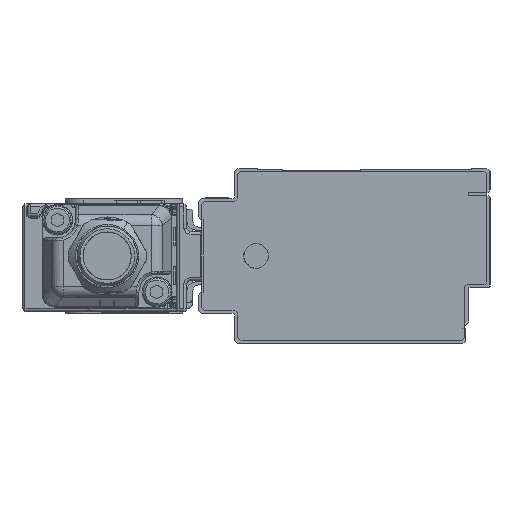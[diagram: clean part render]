
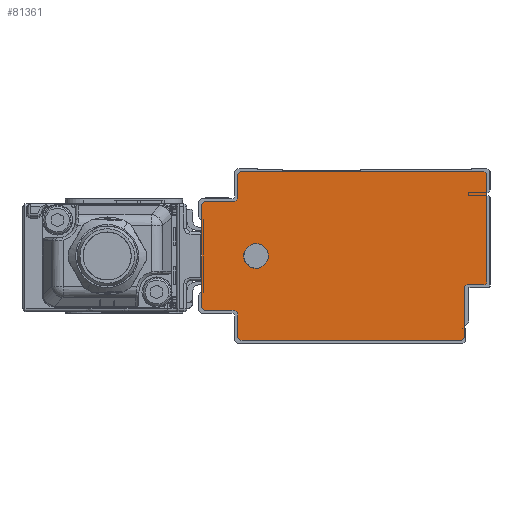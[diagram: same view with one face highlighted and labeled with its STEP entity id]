
A CAD part, left-side view. The second image highlights one B-rep face of the part: STEP entity #81361.
In plain terms, the highlighted planar face has unit normal (-1, 0, 0).
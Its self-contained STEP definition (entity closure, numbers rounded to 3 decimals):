
#80303=AXIS2_PLACEMENT_3D('Circle Axis2P3D',#80301,#80302,$) ;
#80351=AXIS2_PLACEMENT_3D('Circle Axis2P3D',#80349,#80350,$) ;
#80399=AXIS2_PLACEMENT_3D('Circle Axis2P3D',#80397,#80398,$) ;
#80447=AXIS2_PLACEMENT_3D('Circle Axis2P3D',#80445,#80446,$) ;
#81244=AXIS2_PLACEMENT_3D('Plane Axis2P3D',#81241,#81242,#81243) ;
#81248=AXIS2_PLACEMENT_3D('Circle Axis2P3D',#81246,#81247,$) ;
#81262=AXIS2_PLACEMENT_3D('Circle Axis2P3D',#81260,#81261,$) ;
#81276=AXIS2_PLACEMENT_3D('Circle Axis2P3D',#81274,#81275,$) ;
#81290=AXIS2_PLACEMENT_3D('Circle Axis2P3D',#81288,#81289,$) ;
#81304=AXIS2_PLACEMENT_3D('Circle Axis2P3D',#81302,#81303,$) ;
#81318=AXIS2_PLACEMENT_3D('Circle Axis2P3D',#81316,#81317,$) ;
#81345=AXIS2_PLACEMENT_3D('Circle Axis2P3D',#81343,#81344,$) ;
#81354=AXIS2_PLACEMENT_3D('Circle Axis2P3D',#81352,#81353,$) ;
#80254=CARTESIAN_POINT('Line Origine',(-1475.5,44.,14.5)) ;
#80258=CARTESIAN_POINT('Vertex',(-1475.5,44.,6.)) ;
#80260=CARTESIAN_POINT('Vertex',(-1475.5,44.,23.)) ;
#80301=CARTESIAN_POINT('Axis2P3D Location',(-1475.5,43.5,23.)) ;
#80305=CARTESIAN_POINT('Vertex',(-1475.5,43.5,23.5)) ;
#80325=CARTESIAN_POINT('Line Origine',(-1475.5,41.25,23.5)) ;
#80329=CARTESIAN_POINT('Vertex',(-1475.5,39.,23.5)) ;
#80349=CARTESIAN_POINT('Axis2P3D Location',(-1475.5,39.,24.5)) ;
#80353=CARTESIAN_POINT('Vertex',(-1475.5,38.,24.5)) ;
#80373=CARTESIAN_POINT('Line Origine',(-1475.5,38.,26.25)) ;
#80377=CARTESIAN_POINT('Vertex',(-1475.5,38.,28.)) ;
#80397=CARTESIAN_POINT('Axis2P3D Location',(-1475.5,37.5,28.)) ;
#80401=CARTESIAN_POINT('Vertex',(-1475.5,37.5,28.5)) ;
#80421=CARTESIAN_POINT('Line Origine',(-1475.5,17.25,28.5)) ;
#80425=CARTESIAN_POINT('Vertex',(-1475.5,-3.,28.5)) ;
#80445=CARTESIAN_POINT('Axis2P3D Location',(-1475.5,-3.,28.)) ;
#80449=CARTESIAN_POINT('Vertex',(-1475.5,-3.5,28.)) ;
#80469=CARTESIAN_POINT('Line Origine',(-1475.5,-3.5,19.1)) ;
#80473=CARTESIAN_POINT('Vertex',(-1475.5,-3.5,10.2)) ;
#81241=CARTESIAN_POINT('Axis2P3D Location',(-1475.5,0.,0.)) ;
#81246=CARTESIAN_POINT('Axis2P3D Location',(-1475.5,43.5,6.)) ;
#81250=CARTESIAN_POINT('Vertex',(-1475.5,43.5,5.5)) ;
#81253=CARTESIAN_POINT('Line Origine',(-1475.5,41.25,5.5)) ;
#81257=CARTESIAN_POINT('Vertex',(-1475.5,39.,5.5)) ;
#81260=CARTESIAN_POINT('Axis2P3D Location',(-1475.5,39.,4.5)) ;
#81264=CARTESIAN_POINT('Vertex',(-1475.5,38.,4.5)) ;
#81267=CARTESIAN_POINT('Line Origine',(-1475.5,38.,2.75)) ;
#81271=CARTESIAN_POINT('Vertex',(-1475.5,38.,1.)) ;
#81274=CARTESIAN_POINT('Axis2P3D Location',(-1475.5,37.5,1.)) ;
#81278=CARTESIAN_POINT('Vertex',(-1475.5,37.5,0.5)) ;
#81281=CARTESIAN_POINT('Line Origine',(-1475.5,19.15,0.5)) ;
#81285=CARTESIAN_POINT('Vertex',(-1475.5,0.8,0.5)) ;
#81288=CARTESIAN_POINT('Axis2P3D Location',(-1475.5,0.8,1.)) ;
#81292=CARTESIAN_POINT('Vertex',(-1475.5,0.3,1.)) ;
#81295=CARTESIAN_POINT('Line Origine',(-1475.5,0.3,5.1)) ;
#81299=CARTESIAN_POINT('Vertex',(-1475.5,0.3,9.2)) ;
#81302=CARTESIAN_POINT('Axis2P3D Location',(-1475.5,-0.2,9.2)) ;
#81306=CARTESIAN_POINT('Vertex',(-1475.5,-0.2,9.7)) ;
#81309=CARTESIAN_POINT('Line Origine',(-1475.5,-1.6,9.7)) ;
#81313=CARTESIAN_POINT('Vertex',(-1475.5,-3.,9.7)) ;
#81316=CARTESIAN_POINT('Axis2P3D Location',(-1475.5,-3.,10.2)) ;
#81343=CARTESIAN_POINT('Axis2P3D Location',(-1475.5,35.,14.5)) ;
#81347=CARTESIAN_POINT('Vertex',(-1475.5,33.186,13.509)) ;
#81349=CARTESIAN_POINT('Vertex',(-1475.5,36.814,15.491)) ;
#81352=CARTESIAN_POINT('Axis2P3D Location',(-1475.5,35.,14.5)) ;
#80255=DIRECTION('Vector Direction',(0.,0.,1.)) ;
#80302=DIRECTION('Axis2P3D Direction',(1.,0.,0.)) ;
#80326=DIRECTION('Vector Direction',(0.,1.,0.)) ;
#80350=DIRECTION('Axis2P3D Direction',(1.,0.,0.)) ;
#80374=DIRECTION('Vector Direction',(0.,0.,1.)) ;
#80398=DIRECTION('Axis2P3D Direction',(1.,0.,0.)) ;
#80422=DIRECTION('Vector Direction',(0.,1.,0.)) ;
#80446=DIRECTION('Axis2P3D Direction',(1.,0.,-0.)) ;
#80470=DIRECTION('Vector Direction',(0.,0.,-1.)) ;
#81242=DIRECTION('Axis2P3D Direction',(1.,0.,0.)) ;
#81243=DIRECTION('Axis2P3D XDirection',(0.,1.,0.)) ;
#81247=DIRECTION('Axis2P3D Direction',(1.,0.,0.)) ;
#81254=DIRECTION('Vector Direction',(0.,-1.,0.)) ;
#81261=DIRECTION('Axis2P3D Direction',(1.,0.,0.)) ;
#81268=DIRECTION('Vector Direction',(0.,0.,1.)) ;
#81275=DIRECTION('Axis2P3D Direction',(1.,0.,0.)) ;
#81282=DIRECTION('Vector Direction',(0.,-1.,0.)) ;
#81289=DIRECTION('Axis2P3D Direction',(1.,0.,0.)) ;
#81296=DIRECTION('Vector Direction',(0.,0.,-1.)) ;
#81303=DIRECTION('Axis2P3D Direction',(1.,0.,0.)) ;
#81310=DIRECTION('Vector Direction',(0.,1.,0.)) ;
#81317=DIRECTION('Axis2P3D Direction',(1.,0.,0.)) ;
#81344=DIRECTION('Axis2P3D Direction',(1.,0.,0.)) ;
#81353=DIRECTION('Axis2P3D Direction',(1.,0.,0.)) ;
#80256=VECTOR('Line Direction',#80255,1.) ;
#80327=VECTOR('Line Direction',#80326,1.) ;
#80375=VECTOR('Line Direction',#80374,1.) ;
#80423=VECTOR('Line Direction',#80422,1.) ;
#80471=VECTOR('Line Direction',#80470,1.) ;
#81255=VECTOR('Line Direction',#81254,1.) ;
#81269=VECTOR('Line Direction',#81268,1.) ;
#81283=VECTOR('Line Direction',#81282,1.) ;
#81297=VECTOR('Line Direction',#81296,1.) ;
#81311=VECTOR('Line Direction',#81310,1.) ;
#81322=ORIENTED_EDGE('',*,*,#80427,.F.) ;
#81323=ORIENTED_EDGE('',*,*,#80403,.F.) ;
#81324=ORIENTED_EDGE('',*,*,#80379,.F.) ;
#81325=ORIENTED_EDGE('',*,*,#80355,.F.) ;
#81326=ORIENTED_EDGE('',*,*,#80331,.F.) ;
#81327=ORIENTED_EDGE('',*,*,#80307,.F.) ;
#81328=ORIENTED_EDGE('',*,*,#80262,.F.) ;
#81329=ORIENTED_EDGE('',*,*,#81252,.F.) ;
#81330=ORIENTED_EDGE('',*,*,#81259,.F.) ;
#81331=ORIENTED_EDGE('',*,*,#81266,.F.) ;
#81332=ORIENTED_EDGE('',*,*,#81273,.F.) ;
#81333=ORIENTED_EDGE('',*,*,#81280,.F.) ;
#81334=ORIENTED_EDGE('',*,*,#81287,.F.) ;
#81335=ORIENTED_EDGE('',*,*,#81294,.F.) ;
#81336=ORIENTED_EDGE('',*,*,#81301,.F.) ;
#81337=ORIENTED_EDGE('',*,*,#81308,.F.) ;
#81338=ORIENTED_EDGE('',*,*,#81315,.F.) ;
#81339=ORIENTED_EDGE('',*,*,#81320,.F.) ;
#81340=ORIENTED_EDGE('',*,*,#80475,.F.) ;
#81341=ORIENTED_EDGE('',*,*,#80451,.F.) ;
#81358=ORIENTED_EDGE('',*,*,#81351,.T.) ;
#81359=ORIENTED_EDGE('',*,*,#81356,.T.) ;
#81360=FACE_BOUND('',#81357,.T.) ;
#81361=ADVANCED_FACE('\X2\FF8EFF9EFF83FF9EFF68FF70\X0\.2',(#81342,#81360),#81245,.F.) ;
#80304=CIRCLE('generated circle',#80303,0.5) ;
#80352=CIRCLE('generated circle',#80351,1.) ;
#80400=CIRCLE('generated circle',#80399,0.5) ;
#80448=CIRCLE('generated circle',#80447,0.5) ;
#81249=CIRCLE('generated circle',#81248,0.5) ;
#81263=CIRCLE('generated circle',#81262,1.) ;
#81277=CIRCLE('generated circle',#81276,0.5) ;
#81291=CIRCLE('generated circle',#81290,0.5) ;
#81305=CIRCLE('generated circle',#81304,0.5) ;
#81319=CIRCLE('generated circle',#81318,0.5) ;
#81346=CIRCLE('generated circle',#81345,2.067) ;
#81355=CIRCLE('generated circle',#81354,2.067) ;
#80262=EDGE_CURVE('',#80259,#80261,#80257,.T.) ;
#80307=EDGE_CURVE('',#80261,#80306,#80304,.T.) ;
#80331=EDGE_CURVE('',#80306,#80330,#80328,.F.) ;
#80355=EDGE_CURVE('',#80330,#80354,#80352,.F.) ;
#80379=EDGE_CURVE('',#80354,#80378,#80376,.T.) ;
#80403=EDGE_CURVE('',#80378,#80402,#80400,.T.) ;
#80427=EDGE_CURVE('',#80402,#80426,#80424,.F.) ;
#80451=EDGE_CURVE('',#80426,#80450,#80448,.T.) ;
#80475=EDGE_CURVE('',#80450,#80474,#80472,.T.) ;
#81252=EDGE_CURVE('',#81251,#80259,#81249,.T.) ;
#81259=EDGE_CURVE('',#81258,#81251,#81256,.F.) ;
#81266=EDGE_CURVE('',#81265,#81258,#81263,.F.) ;
#81273=EDGE_CURVE('',#81272,#81265,#81270,.T.) ;
#81280=EDGE_CURVE('',#81279,#81272,#81277,.T.) ;
#81287=EDGE_CURVE('',#81286,#81279,#81284,.F.) ;
#81294=EDGE_CURVE('',#81293,#81286,#81291,.T.) ;
#81301=EDGE_CURVE('',#81300,#81293,#81298,.T.) ;
#81308=EDGE_CURVE('',#81307,#81300,#81305,.F.) ;
#81315=EDGE_CURVE('',#81314,#81307,#81312,.T.) ;
#81320=EDGE_CURVE('',#80474,#81314,#81319,.T.) ;
#81351=EDGE_CURVE('',#81348,#81350,#81346,.T.) ;
#81356=EDGE_CURVE('',#81350,#81348,#81355,.T.) ;
#81321=EDGE_LOOP('',(#81322,#81323,#81324,#81325,#81326,#81327,#81328,#81329,#81330,#81331,#81332,#81333,#81334,#81335,#81336,#81337,#81338,#81339,#81340,#81341)) ;
#81357=EDGE_LOOP('',(#81358,#81359)) ;
#81342=FACE_OUTER_BOUND('',#81321,.T.) ;
#80257=LINE('Line',#80254,#80256) ;
#80328=LINE('Line',#80325,#80327) ;
#80376=LINE('Line',#80373,#80375) ;
#80424=LINE('Line',#80421,#80423) ;
#80472=LINE('Line',#80469,#80471) ;
#81256=LINE('Line',#81253,#81255) ;
#81270=LINE('Line',#81267,#81269) ;
#81284=LINE('Line',#81281,#81283) ;
#81298=LINE('Line',#81295,#81297) ;
#81312=LINE('Line',#81309,#81311) ;
#81245=PLANE('Plane',#81244) ;
#80259=VERTEX_POINT('',#80258) ;
#80261=VERTEX_POINT('',#80260) ;
#80306=VERTEX_POINT('',#80305) ;
#80330=VERTEX_POINT('',#80329) ;
#80354=VERTEX_POINT('',#80353) ;
#80378=VERTEX_POINT('',#80377) ;
#80402=VERTEX_POINT('',#80401) ;
#80426=VERTEX_POINT('',#80425) ;
#80450=VERTEX_POINT('',#80449) ;
#80474=VERTEX_POINT('',#80473) ;
#81251=VERTEX_POINT('',#81250) ;
#81258=VERTEX_POINT('',#81257) ;
#81265=VERTEX_POINT('',#81264) ;
#81272=VERTEX_POINT('',#81271) ;
#81279=VERTEX_POINT('',#81278) ;
#81286=VERTEX_POINT('',#81285) ;
#81293=VERTEX_POINT('',#81292) ;
#81300=VERTEX_POINT('',#81299) ;
#81307=VERTEX_POINT('',#81306) ;
#81314=VERTEX_POINT('',#81313) ;
#81348=VERTEX_POINT('',#81347) ;
#81350=VERTEX_POINT('',#81349) ;
